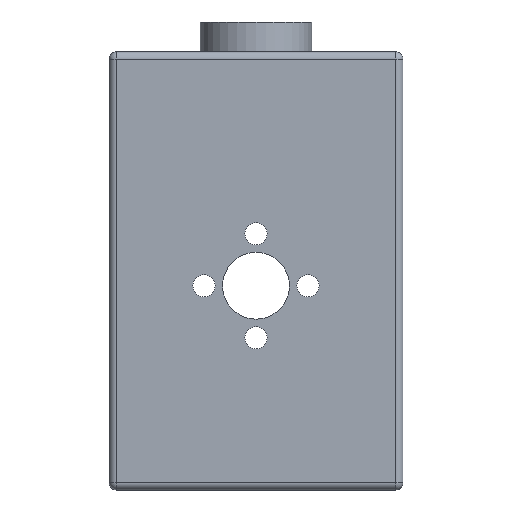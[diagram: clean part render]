
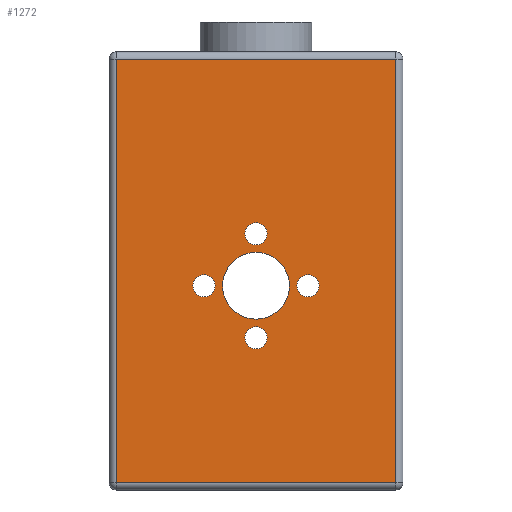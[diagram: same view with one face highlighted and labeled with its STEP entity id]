
A CAD part, front view. The second image highlights one B-rep face of the part: STEP entity #1272.
In plain terms, the highlighted planar face has unit normal (0, -1, 0).
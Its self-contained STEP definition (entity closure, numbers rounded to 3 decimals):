
#7 = VERTEX_POINT ( 'NONE', #1221 ) ;
#26 = VERTEX_POINT ( 'NONE', #1207 ) ;
#44 = CARTESIAN_POINT ( 'NONE',  ( -20., 0., -21.5 ) ) ;
#63 = CARTESIAN_POINT ( 'NONE',  ( -20., 0., -21.5 ) ) ;
#119 = CARTESIAN_POINT ( 'NONE',  ( -20., 0., -28.5 ) ) ;
#178 = ORIENTED_EDGE ( 'NONE', *, *, #2343, .T. ) ;
#181 = VERTEX_POINT ( 'NONE', #1670 ) ;
#191 = CIRCLE ( 'NONE', #548, 1.5 ) ;
#231 = FACE_BOUND ( 'NONE', #2282, .T. ) ;
#272 = DIRECTION ( 'NONE',  ( 0., 1., 0. ) ) ;
#274 = EDGE_CURVE ( 'NONE', #766, #26, #2793, .T. ) ;
#281 = DIRECTION ( 'NONE',  ( 0., 1., 0. ) ) ;
#381 = VERTEX_POINT ( 'NONE', #2625 ) ;
#387 = CARTESIAN_POINT ( 'NONE',  ( -20., 0., -24. ) ) ;
#424 = CIRCLE ( 'NONE', #1134, 4.5 ) ;
#462 = FACE_BOUND ( 'NONE', #1914, .T. ) ;
#467 = EDGE_LOOP ( 'NONE', ( #1674, #1244 ) ) ;
#480 = DIRECTION ( 'NONE',  ( 0., 0., 1. ) ) ;
#492 = ORIENTED_EDGE ( 'NONE', *, *, #2600, .T. ) ;
#498 = DIRECTION ( 'NONE',  ( 0., 1., 0. ) ) ;
#513 = CARTESIAN_POINT ( 'NONE',  ( -27., 0., -28.5 ) ) ;
#522 = LINE ( 'NONE', #1893, #2552 ) ;
#538 = DIRECTION ( 'NONE',  ( 0., 1., 0. ) ) ;
#548 = AXIS2_PLACEMENT_3D ( 'NONE', #714, #3474, #2425 ) ;
#553 = ORIENTED_EDGE ( 'NONE', *, *, #274, .T. ) ;
#556 = AXIS2_PLACEMENT_3D ( 'NONE', #1089, #2199, #2655 ) ;
#593 = CARTESIAN_POINT ( 'NONE',  ( -20., 0., -37. ) ) ;
#607 = LINE ( 'NONE', #1716, #3061 ) ;
#691 = ORIENTED_EDGE ( 'NONE', *, *, #949, .T. ) ;
#714 = CARTESIAN_POINT ( 'NONE',  ( -13., 0., -28.5 ) ) ;
#719 = CARTESIAN_POINT ( 'NONE',  ( -27., 0., -28.5 ) ) ;
#722 = CIRCLE ( 'NONE', #2752, 1.5 ) ;
#766 = VERTEX_POINT ( 'NONE', #3094 ) ;
#778 = DIRECTION ( 'NONE',  ( 0., 0., 1. ) ) ;
#780 = DIRECTION ( 'NONE',  ( 0., 0., 1. ) ) ;
#823 = CARTESIAN_POINT ( 'NONE',  ( -13., 0., -27. ) ) ;
#832 = DIRECTION ( 'NONE',  ( 1., 0., 0. ) ) ;
#944 = EDGE_CURVE ( 'NONE', #3384, #3049, #191, .T. ) ;
#949 = EDGE_CURVE ( 'NONE', #7, #181, #2398, .T. ) ;
#1007 = VERTEX_POINT ( 'NONE', #1829 ) ;
#1078 = DIRECTION ( 'NONE',  ( 0., 0., 1. ) ) ;
#1079 = EDGE_CURVE ( 'NONE', #1007, #3156, #2469, .T. ) ;
#1088 = CARTESIAN_POINT ( 'NONE',  ( -40., 0., 2. ) ) ;
#1089 = CARTESIAN_POINT ( 'NONE',  ( -20., 0., -28.5 ) ) ;
#1096 = VERTEX_POINT ( 'NONE', #1482 ) ;
#1102 = DIRECTION ( 'NONE',  ( -1., 0., 0. ) ) ;
#1111 = CIRCLE ( 'NONE', #3292, 1.5 ) ;
#1134 = AXIS2_PLACEMENT_3D ( 'NONE', #119, #2376, #2052 ) ;
#1155 = DIRECTION ( 'NONE',  ( 0., 0., 1. ) ) ;
#1171 = CIRCLE ( 'NONE', #1229, 1.5 ) ;
#1207 = CARTESIAN_POINT ( 'NONE',  ( -20., 0., -23. ) ) ;
#1221 = CARTESIAN_POINT ( 'NONE',  ( -27., 0., -30. ) ) ;
#1229 = AXIS2_PLACEMENT_3D ( 'NONE', #3573, #2204, #3244 ) ;
#1244 = ORIENTED_EDGE ( 'NONE', *, *, #2307, .T. ) ;
#1265 = ORIENTED_EDGE ( 'NONE', *, *, #1456, .F. ) ;
#1272 = ADVANCED_FACE ( 'NONE', ( #1616, #231, #2458, #1311, #3543, #462 ), #2681, .F. ) ;
#1311 = FACE_BOUND ( 'NONE', #2790, .T. ) ;
#1447 = CARTESIAN_POINT ( 'NONE',  ( -13., 0., -30. ) ) ;
#1456 = EDGE_CURVE ( 'NONE', #1490, #1859, #424, .T. ) ;
#1463 = CIRCLE ( 'NONE', #3296, 1.5 ) ;
#1482 = CARTESIAN_POINT ( 'NONE',  ( -38.786, 0., -55. ) ) ;
#1490 = VERTEX_POINT ( 'NONE', #2362 ) ;
#1492 = CARTESIAN_POINT ( 'NONE',  ( -38.786, 0., 2. ) ) ;
#1537 = VECTOR ( 'NONE', #832, 1000. ) ;
#1552 = ORIENTED_EDGE ( 'NONE', *, *, #1079, .T. ) ;
#1556 = DIRECTION ( 'NONE',  ( 0., 1., 0. ) ) ;
#1616 = FACE_OUTER_BOUND ( 'NONE', #2385, .T. ) ;
#1670 = CARTESIAN_POINT ( 'NONE',  ( -27., 0., -27. ) ) ;
#1674 = ORIENTED_EDGE ( 'NONE', *, *, #944, .T. ) ;
#1680 = DIRECTION ( 'NONE',  ( 0., 0., -1. ) ) ;
#1716 = CARTESIAN_POINT ( 'NONE',  ( -38.786, 0., 3. ) ) ;
#1773 = CIRCLE ( 'NONE', #556, 4.5 ) ;
#1829 = CARTESIAN_POINT ( 'NONE',  ( -1.214, 0., 2. ) ) ;
#1859 = VERTEX_POINT ( 'NONE', #387 ) ;
#1886 = AXIS2_PLACEMENT_3D ( 'NONE', #2995, #1935, #1078 ) ;
#1893 = CARTESIAN_POINT ( 'NONE',  ( -1.214, 0., 3. ) ) ;
#1914 = EDGE_LOOP ( 'NONE', ( #1265, #2188 ) ) ;
#1935 = DIRECTION ( 'NONE',  ( 0., 1., 0. ) ) ;
#1940 = ORIENTED_EDGE ( 'NONE', *, *, #3045, .T. ) ;
#2021 = VERTEX_POINT ( 'NONE', #2155 ) ;
#2052 = DIRECTION ( 'NONE',  ( 0., 0., -1. ) ) ;
#2053 = EDGE_CURVE ( 'NONE', #1859, #1490, #1773, .T. ) ;
#2074 = EDGE_CURVE ( 'NONE', #1096, #2021, #3345, .T. ) ;
#2155 = CARTESIAN_POINT ( 'NONE',  ( -1.214, 0., -55. ) ) ;
#2173 = VERTEX_POINT ( 'NONE', #593 ) ;
#2188 = ORIENTED_EDGE ( 'NONE', *, *, #2053, .F. ) ;
#2199 = DIRECTION ( 'NONE',  ( 0., -1., 0. ) ) ;
#2204 = DIRECTION ( 'NONE',  ( 0., 1., 0. ) ) ;
#2257 = DIRECTION ( 'NONE',  ( 0., 0., 1. ) ) ;
#2282 = EDGE_LOOP ( 'NONE', ( #2649, #492 ) ) ;
#2307 = EDGE_CURVE ( 'NONE', #3049, #3384, #722, .T. ) ;
#2343 = EDGE_CURVE ( 'NONE', #181, #7, #2886, .T. ) ;
#2362 = CARTESIAN_POINT ( 'NONE',  ( -20., 0., -33. ) ) ;
#2376 = DIRECTION ( 'NONE',  ( 0., -1., 0. ) ) ;
#2384 = AXIS2_PLACEMENT_3D ( 'NONE', #719, #1556, #780 ) ;
#2385 = EDGE_LOOP ( 'NONE', ( #2826, #2581, #1552, #1940 ) ) ;
#2398 = CIRCLE ( 'NONE', #3421, 1.5 ) ;
#2425 = DIRECTION ( 'NONE',  ( 0., 0., 1. ) ) ;
#2449 = CARTESIAN_POINT ( 'NONE',  ( -20., 0., -35.5 ) ) ;
#2455 = DIRECTION ( 'NONE',  ( 0., 0., 1. ) ) ;
#2458 = FACE_BOUND ( 'NONE', #467, .T. ) ;
#2469 = LINE ( 'NONE', #1088, #3480 ) ;
#2538 = EDGE_CURVE ( 'NONE', #2021, #1007, #522, .T. ) ;
#2552 = VECTOR ( 'NONE', #2455, 1000. ) ;
#2558 = EDGE_CURVE ( 'NONE', #381, #2173, #1171, .T. ) ;
#2581 = ORIENTED_EDGE ( 'NONE', *, *, #2538, .T. ) ;
#2600 = EDGE_CURVE ( 'NONE', #2173, #381, #1111, .T. ) ;
#2625 = CARTESIAN_POINT ( 'NONE',  ( -20., 0., -34. ) ) ;
#2649 = ORIENTED_EDGE ( 'NONE', *, *, #2558, .T. ) ;
#2654 = DIRECTION ( 'NONE',  ( 0., 0., 1. ) ) ;
#2655 = DIRECTION ( 'NONE',  ( 0., 0., -1. ) ) ;
#2681 = PLANE ( 'NONE',  #1886 ) ;
#2735 = AXIS2_PLACEMENT_3D ( 'NONE', #63, #272, #2257 ) ;
#2752 = AXIS2_PLACEMENT_3D ( 'NONE', #3223, #2917, #480 ) ;
#2781 = CARTESIAN_POINT ( 'NONE',  ( 0., 0., -55. ) ) ;
#2790 = EDGE_LOOP ( 'NONE', ( #553, #2982 ) ) ;
#2793 = CIRCLE ( 'NONE', #2735, 1.5 ) ;
#2826 = ORIENTED_EDGE ( 'NONE', *, *, #2074, .T. ) ;
#2886 = CIRCLE ( 'NONE', #2384, 1.5 ) ;
#2917 = DIRECTION ( 'NONE',  ( 0., 1., 0. ) ) ;
#2982 = ORIENTED_EDGE ( 'NONE', *, *, #2990, .T. ) ;
#2990 = EDGE_CURVE ( 'NONE', #26, #766, #1463, .T. ) ;
#2995 = CARTESIAN_POINT ( 'NONE',  ( 0., 0., 3. ) ) ;
#3045 = EDGE_CURVE ( 'NONE', #3156, #1096, #607, .T. ) ;
#3049 = VERTEX_POINT ( 'NONE', #1447 ) ;
#3061 = VECTOR ( 'NONE', #1680, 1000. ) ;
#3094 = CARTESIAN_POINT ( 'NONE',  ( -20., 0., -20. ) ) ;
#3156 = VERTEX_POINT ( 'NONE', #1492 ) ;
#3223 = CARTESIAN_POINT ( 'NONE',  ( -13., 0., -28.5 ) ) ;
#3244 = DIRECTION ( 'NONE',  ( 0., 0., 1. ) ) ;
#3292 = AXIS2_PLACEMENT_3D ( 'NONE', #2449, #538, #778 ) ;
#3296 = AXIS2_PLACEMENT_3D ( 'NONE', #44, #281, #1155 ) ;
#3324 = EDGE_LOOP ( 'NONE', ( #178, #691 ) ) ;
#3345 = LINE ( 'NONE', #2781, #1537 ) ;
#3384 = VERTEX_POINT ( 'NONE', #823 ) ;
#3421 = AXIS2_PLACEMENT_3D ( 'NONE', #513, #498, #2654 ) ;
#3474 = DIRECTION ( 'NONE',  ( 0., 1., 0. ) ) ;
#3480 = VECTOR ( 'NONE', #1102, 1000. ) ;
#3543 = FACE_BOUND ( 'NONE', #3324, .T. ) ;
#3573 = CARTESIAN_POINT ( 'NONE',  ( -20., 0., -35.5 ) ) ;
